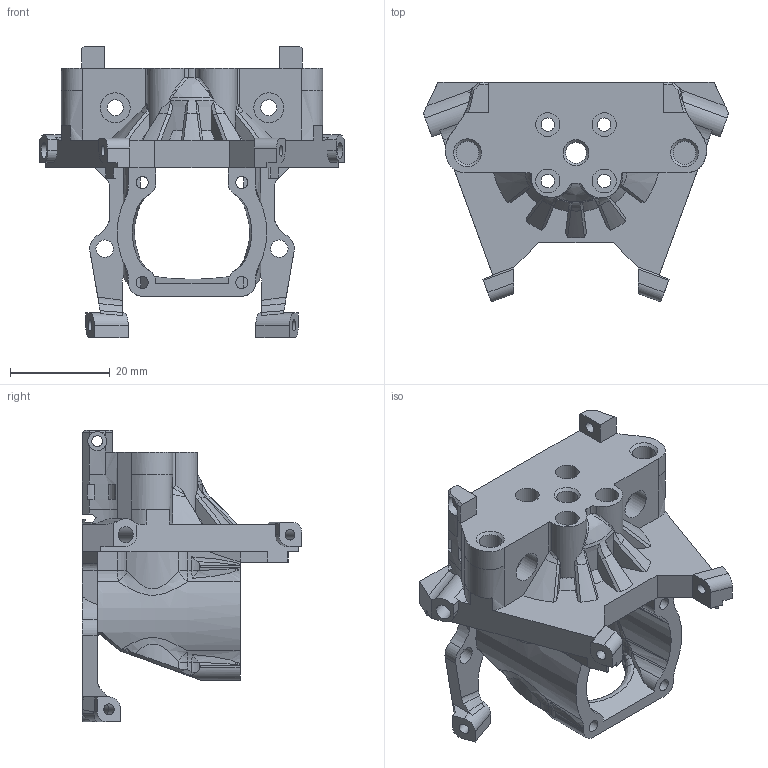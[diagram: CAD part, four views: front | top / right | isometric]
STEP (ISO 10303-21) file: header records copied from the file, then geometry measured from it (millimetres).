
FILE_DESCRIPTION(/* description */ (''),/* implementation_level */ '2;1');
FILE_NAME(/* name */ 'Xol 2 Dragon - VZ-Hextrudort-low and LGX lite.step',/* time_stamp */ '2023-04-24T20:51:54+02:00',/* author */ (''),/* organization */ (''),/* preprocessor_version */ 'ST-DEVELOPER v19.2',/* originating_system */ 'Autodesk Translation Framework v12.4.0.73',/* authorisation */ '');
FILE_SCHEMA (('AUTOMOTIVE_DESIGN { 1 0 10303 214 3 1 1 }'));
Length unit declared in the file: metre
Products named in the file (3): Xol 2 Hotend mounts + Dragon - VZ-Hextrudort-low and LGX lite; Xol 2 Hotend mounts - VZ-Hextrudort-low and LGX lite; Xol 2 Dragon - Hotend Mount - VZ-Hexdrudort-Low
Assembly tree (2 placements, depth 3):
  Xol 2 Hotend mounts + Dragon - VZ-Hextrudort-low and LGX lite
    Xol 2 Hotend mounts - VZ-Hextrudort-low and LGX lite
      Xol 2 Dragon - Hotend Mount - VZ-Hexdrudort-Low
Bounding box: 61.18 x 44.01 x 58.47 mm (x, y, z)
Volume: 25966.2 mm3; surface area: 14322.2 mm2
Topology: 1 solids, 2 shells, 544 faces, 1519 edges, 982 vertices
Faces by surface type: plane 185, cylinder 174, bspline 155, cone 18, torus 12
Full cylindrical faces by diameter (mm): 2.1 x2, 2.2 x4, 2.45 x4, 2.7 x4, 3.2 x6, 3.5 x2, 3.8 x2, 4.2 x1, 4.6 x2, 4.8 x4, 6 x2
Entity records: 23973 total; most frequent: CARTESIAN_POINT 10973, ORIENTED_EDGE 3032, DIRECTION 2240, EDGE_CURVE 1516, VERTEX_POINT 982, AXIS2_PLACEMENT_3D 818, LINE 604, VECTOR 604
